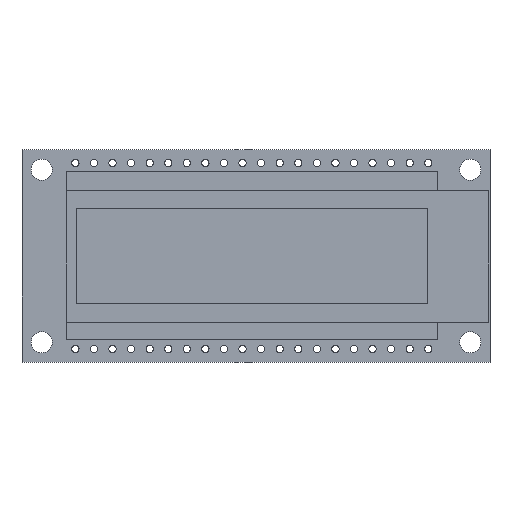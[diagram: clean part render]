
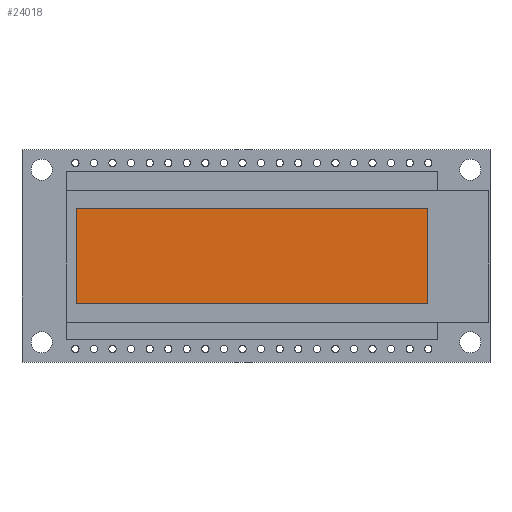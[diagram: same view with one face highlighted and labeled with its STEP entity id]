
A CAD part, top view. The second image highlights one B-rep face of the part: STEP entity #24018.
In plain terms, the highlighted planar face has unit normal (0, 0, 1).
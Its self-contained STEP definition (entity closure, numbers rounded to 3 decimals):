
#23889 = VERTEX_POINT('',#23890);
#23890 = CARTESIAN_POINT('',(-24.,6.5,2.6));
#23896 = EDGE_CURVE('',#23889,#23897,#23899,.T.);
#23897 = VERTEX_POINT('',#23898);
#23898 = CARTESIAN_POINT('',(24.,6.5,2.6));
#23899 = LINE('',#23900,#23901);
#23900 = CARTESIAN_POINT('',(-24.,6.5,2.6));
#23901 = VECTOR('',#23902,1.);
#23902 = DIRECTION('',(1.,0.,0.));
#23927 = EDGE_CURVE('',#23897,#23928,#23930,.T.);
#23928 = VERTEX_POINT('',#23929);
#23929 = CARTESIAN_POINT('',(24.,-6.5,2.6));
#23930 = LINE('',#23931,#23932);
#23931 = CARTESIAN_POINT('',(24.,6.5,2.6));
#23932 = VECTOR('',#23933,1.);
#23933 = DIRECTION('',(0.,-1.,0.));
#23958 = EDGE_CURVE('',#23928,#23959,#23961,.T.);
#23959 = VERTEX_POINT('',#23960);
#23960 = CARTESIAN_POINT('',(-24.,-6.5,2.6));
#23961 = LINE('',#23962,#23963);
#23962 = CARTESIAN_POINT('',(24.,-6.5,2.6));
#23963 = VECTOR('',#23964,1.);
#23964 = DIRECTION('',(-1.,0.,0.));
#23989 = EDGE_CURVE('',#23959,#23889,#23990,.T.);
#23990 = LINE('',#23991,#23992);
#23991 = CARTESIAN_POINT('',(-24.,-6.5,2.6));
#23992 = VECTOR('',#23993,1.);
#23993 = DIRECTION('',(0.,1.,0.));
#24018 = ADVANCED_FACE('',(#24019),#24025,.F.);
#24019 = FACE_BOUND('',#24020,.F.);
#24020 = EDGE_LOOP('',(#24021,#24022,#24023,#24024));
#24021 = ORIENTED_EDGE('',*,*,#23896,.T.);
#24022 = ORIENTED_EDGE('',*,*,#23927,.T.);
#24023 = ORIENTED_EDGE('',*,*,#23958,.T.);
#24024 = ORIENTED_EDGE('',*,*,#23989,.T.);
#24025 = PLANE('',#24026);
#24026 = AXIS2_PLACEMENT_3D('',#24027,#24028,#24029);
#24027 = CARTESIAN_POINT('',(0.,0.,
    2.6));
#24028 = DIRECTION('',(-0.,-0.,-1.));
#24029 = DIRECTION('',(-1.,0.,0.));
